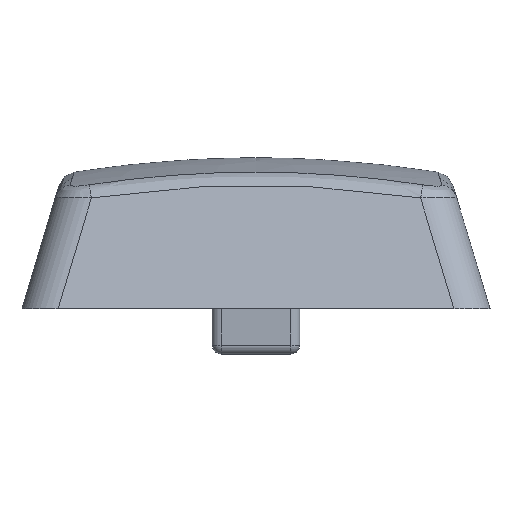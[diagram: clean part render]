
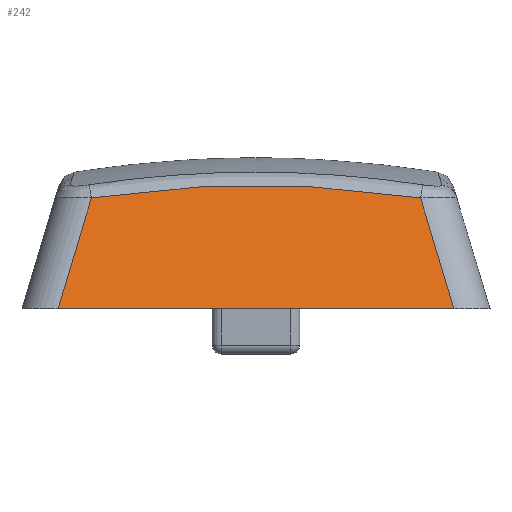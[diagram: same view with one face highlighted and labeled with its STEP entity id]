
A CAD part, left-side view. The second image highlights one B-rep face of the part: STEP entity #242.
In plain terms, the highlighted planar face has unit normal (-0.958, 0, 0.287).
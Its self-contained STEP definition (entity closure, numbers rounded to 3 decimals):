
#112=CARTESIAN_POINT('',(10.25,-220.053,-2.5));
#113=VERTEX_POINT('',#112);
#121=CARTESIAN_POINT('',(10.25,-206.947,-2.5));
#122=VERTEX_POINT('',#121);
#123=CARTESIAN_POINT('',(10.25,-206.947,-2.5));
#124=DIRECTION('',(-0.,-1.,-0.));
#125=VECTOR('',#124,13.105);
#126=LINE('',#123,#125);
#127=EDGE_CURVE('',#122,#113,#126,.T.);
#211=CARTESIAN_POINT('',(10.972,-213.5,-0.092));
#212=DIRECTION('',(-0.958,0.,0.287));
#213=DIRECTION('',(0.287,0.,0.958));
#214=AXIS2_PLACEMENT_3D('',#211,#212,#213);
#215=PLANE('',#214);
#216=CARTESIAN_POINT('',(11.352,-218.95,1.174));
#217=VERTEX_POINT('',#216);
#218=CARTESIAN_POINT('',(10.25,-220.053,-2.5));
#219=DIRECTION('',(0.276,0.276,0.921));
#220=VECTOR('',#219,3.991);
#221=LINE('',#218,#220);
#222=EDGE_CURVE('',#113,#217,#221,.T.);
#223=ORIENTED_EDGE('',*,*,#222,.T.);
#224=CARTESIAN_POINT('',(11.352,-208.05,1.174));
#225=VERTEX_POINT('',#224);
#226=CARTESIAN_POINT('',(11.352,-218.95,1.174));
#227=CARTESIAN_POINT('',(11.518,-215.317,1.727));
#228=CARTESIAN_POINT('',(11.518,-211.683,1.727));
#229=CARTESIAN_POINT('',(11.352,-208.05,1.174));
#230=B_SPLINE_CURVE_WITH_KNOTS('',3,(#226,#227,#228,#229),.UNSPECIFIED.,.F.,.F.,(4,4),(0.,0.011),.UNSPECIFIED.);
#231=EDGE_CURVE('',#217,#225,#230,.T.);
#232=ORIENTED_EDGE('',*,*,#231,.T.);
#233=CARTESIAN_POINT('',(11.352,-208.05,1.174));
#234=DIRECTION('',(-0.276,0.276,-0.921));
#235=VECTOR('',#234,3.991);
#236=LINE('',#233,#235);
#237=EDGE_CURVE('',#225,#122,#236,.T.);
#238=ORIENTED_EDGE('',*,*,#237,.T.);
#239=ORIENTED_EDGE('',*,*,#127,.T.);
#240=EDGE_LOOP('',(#223,#232,#238,#239));
#241=FACE_BOUND('',#240,.T.);
#242=ADVANCED_FACE('',(#241),#215,.T.);
